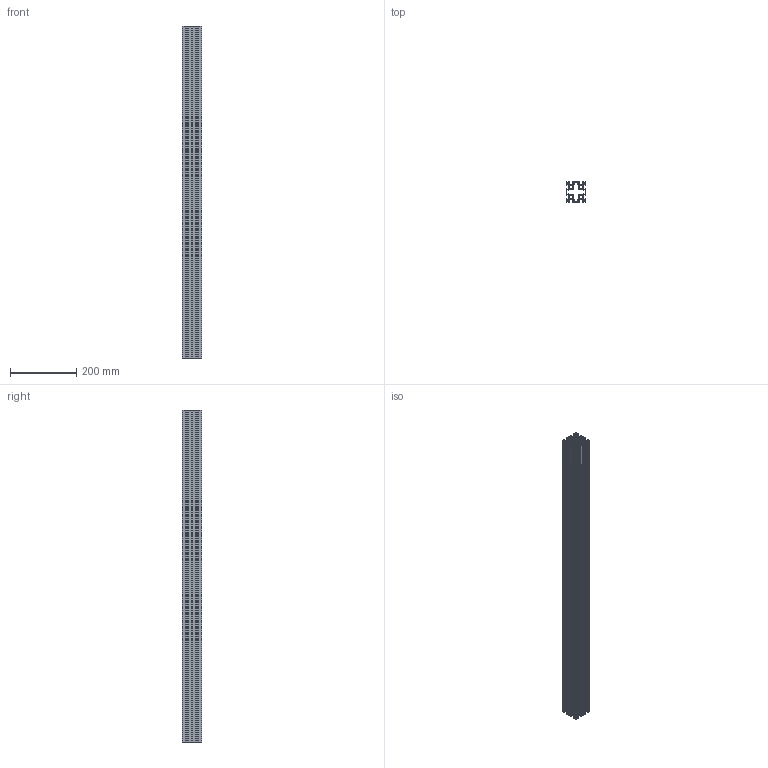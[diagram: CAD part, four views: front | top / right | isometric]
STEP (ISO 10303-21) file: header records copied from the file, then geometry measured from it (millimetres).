
FILE_DESCRIPTION (( 'STEP AP214' ), '1' );
FILE_NAME ('366L Êîíñòðóêöèîííûé ïðîôèëü 60õ60L.STEP', '2019-02-28T09:52:22', ( 'Ïîëüçîâàòåëü Windows' ), ( '' ), 'SwSTEP 2.0', 'SolidWorks 2018', '' );
FILE_SCHEMA (( 'AUTOMOTIVE_DESIGN' ));
Length unit declared in the file: millimetre
Products named in the file (1): 366L Êîíñòðóêöèîííûé ïðîôèëü 60õ60L
Bounding box: 60 x 60 x 1000 mm (x, y, z)
Volume: 679357.3 mm3; surface area: 1012374 mm2
Topology: 1 solids, 1 shells, 790 faces, 2364 edges, 1576 vertices
Faces by surface type: cylinder 444, plane 346
Entity records: 26986 total; most frequent: DIRECTION 4834, CARTESIAN_POINT 4731, ORIENTED_EDGE 4728, EDGE_CURVE 2364, AXIS2_PLACEMENT_3D 1679, VERTEX_POINT 1576, VECTOR 1476, LINE 1476
